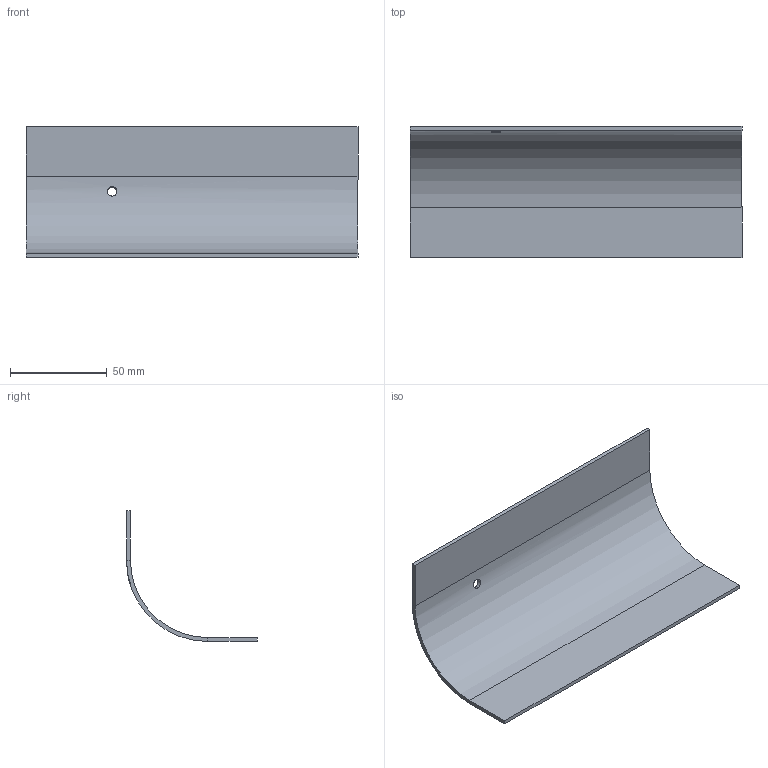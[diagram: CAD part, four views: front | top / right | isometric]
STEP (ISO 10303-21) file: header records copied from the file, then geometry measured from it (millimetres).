
FILE_DESCRIPTION(/* description */ (''),/* implementation_level */ '2;1');
FILE_NAME(/* name */ 'Gebogene Platte.stp',/* time_stamp */ '2017-10-23T11:09:29+02:00',/* author */ ('jmoser'),/* organization */ (''),/* preprocessor_version */ 'ST-DEVELOPER v16.13',/* originating_system */ 'Autodesk Inventor 2018',/* authorisation */ '');
FILE_SCHEMA (('AUTOMOTIVE_DESIGN { 1 0 10303 214 3 1 1 }'));
Length unit declared in the file: millimetre
Products named in the file (1): Gebogene Platte
Bounding box: 171.93 x 67.79 x 67.79 mm (x, y, z)
Volume: 39845.9 mm3; surface area: 41028.9 mm2
Topology: 1 solids, 1 shells, 15 faces, 31 edges, 18 vertices
Faces by surface type: plane 12, cylinder 2, bspline 1
Entity records: 860 total; most frequent: CARTESIAN_POINT 504, DIRECTION 63, ORIENTED_EDGE 62, EDGE_CURVE 31, LINE 25, VECTOR 25, AXIS2_PLACEMENT_3D 19, VERTEX_POINT 18
